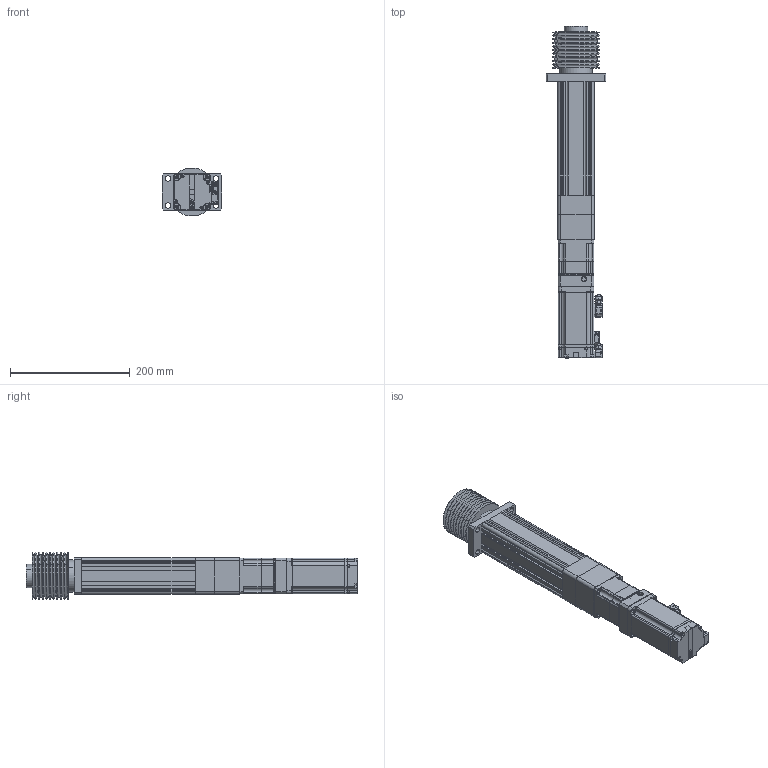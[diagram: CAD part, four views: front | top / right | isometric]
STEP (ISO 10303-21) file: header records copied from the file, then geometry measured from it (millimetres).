
FILE_DESCRIPTION (( 'STEP AP214' ), '1' );
FILE_NAME ('240511-FX-60缸直联100行程装配体.STEP', '2025-01-11T05:42:16', ( '微软用户' ), ( '微软中国' ), 'SwSTEP 2.0', 'SolidWorks 2022', '' );
FILE_SCHEMA (( 'AUTOMOTIVE_DESIGN' ));
Length unit declared in the file: millimetre
Products named in the file (35): _1-SO-579730001_1_1_1; MS1H1-40B30CB-A334Z_ASM_1-36033_ASM; _1-SO-391790001_1_1_1; MS1H1-40B30CB-A334Z_1_ASM_1_ASM_ASM; 10_1_1_1; _1-SO-750450001_1_1_1; 21E8-005-1073-P4_1_1_1_1; _1-SO-16020001_1_1_1; 31090524--MS1H1-400001_1_1_1; 240511-FX-60缸直联100行程装配体; 21E8-005-1072-P4_1_1_1_1; _1-SO-60001_1_1_1; 31900522--1-SOL000_1_1_1_1; _1-SO-476400001_1_1_1; 30_1_1_1_1; _60-1-SO0001_1_1_1_1; 31090647--1-SOL000_1_1_1; _1-SO-85180001_1_1_1; 22010150--1-SOLI00_1_1_1_1; 22060240_2_1_1_1; 31100246--1-SOLI00_1_1_1_1; 60缸行程100直连前法兰安装（400W）; _1-SO-576180001_1_1_1; 风琴罩2; _1-SO-229040001_1_1_1; _1-SO-403590001_1_1_1; _1-SO-981200001_1_1_1; MS1H1-40B30CB-(x)334Z; 31740004--1-SOLI00_1_1_1_1; PGH60-L1-14-50-70-M5-A16; MS1H1-40B30CB-A334Z_ASM_1-35997_ASM; _1-SO-126980001_1_1_1; _1-SO-195320001_1_1_1; MS1H1-40B30CB-A334Z-S_ASM_1_ASM; _1-SO-585340001_1_1_1
Assembly tree (35 placements, depth 7):
  240511-FX-60缸直联100行程装配体
    60缸行程100直连前法兰安装（400W）
    MS1H1-40B30CB-(x)334Z
      MS1H1-40B30CB-A334Z-S_ASM_1_ASM
        MS1H1-40B30CB-A334Z_ASM_1-36033_ASM
          MS1H1-40B30CB-A334Z_ASM_1-35997_ASM
            MS1H1-40B30CB-A334Z_1_ASM_1_ASM_ASM
              _1-SO-60001_1_1_1
              _1-SO-16020001_1_1_1
              _1-SO-85180001_1_1_1
              31090524--MS1H1-400001_1_1_1
              _1-SO-126980001_1_1_1
              _1-SO-195320001_1_1_1
              31090647--1-SOL000_1_1_1
              _1-SO-229040001_1_1_1
              31100246--1-SOLI00_1_1_1_1
              _1-SO-391790001_1_1_1
              _1-SO-403590001_1_1_1
              22010150--1-SOLI00_1_1_1_1
              30_1_1_1_1
              _1-SO-476400001_1_1_1
              31900522--1-SOL000_1_1_1_1
              31740004--1-SOLI00_1_1_1_1
              _1-SO-576180001_1_1_1
              _1-SO-579730001_1_1_1
              _1-SO-585340001_1_1_1
              10_1_1_1
              _1-SO-750450001_1_1_1
              _60-1-SO0001_1_1_1_1
              _1-SO-981200001_1_1_1
        21E8-005-1072-P4_1_1_1_1
        21E8-005-1073-P4_1_1_1_1
        22060240_2_1_1_1  x2
    PGH60-L1-14-50-70-M5-A16
    风琴罩2
Bounding box: 100 x 553.3 x 79.94 mm (x, y, z)
Volume: 1466856.2 mm3; surface area: 352264.2 mm2
Topology: 45 solids, 50 shells, 2614 faces, 6860 edges, 4446 vertices
Faces by surface type: plane 1419, cylinder 852, bspline 194, cone 149
Entity records: 91907 total; most frequent: CARTESIAN_POINT 27002, ORIENTED_EDGE 13566, DIRECTION 12838, EDGE_CURVE 6787, VERTEX_POINT 4406, AXIS2_PLACEMENT_3D 4322, LINE 4194, VECTOR 4194
